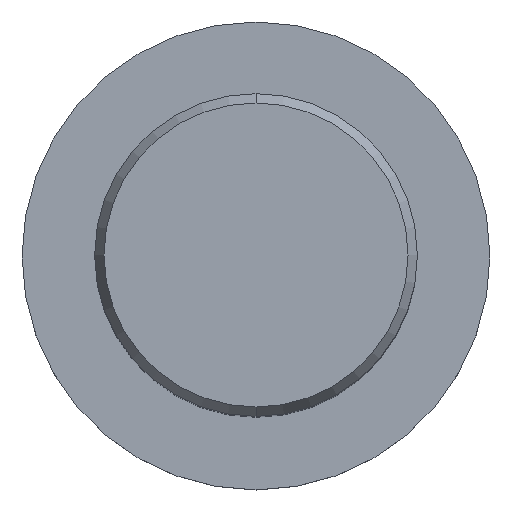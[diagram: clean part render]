
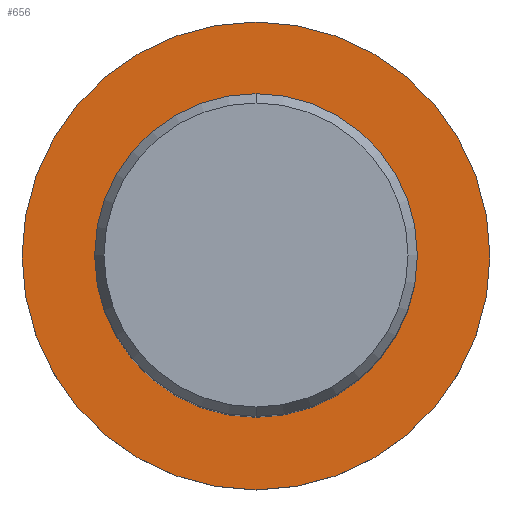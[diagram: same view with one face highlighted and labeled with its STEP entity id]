
A CAD part, top view. The second image highlights one B-rep face of the part: STEP entity #656.
In plain terms, the highlighted planar face has unit normal (0, 0, 1).
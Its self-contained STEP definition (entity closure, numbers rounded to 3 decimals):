
#254=VERTEX_POINT('',#711);
#276=VERTEX_POINT('',#733);
#338=EDGE_CURVE('',#254,#276,#800,.T.);
#392=VERTEX_POINT('',#857);
#444=EDGE_CURVE('',#392,#552,#913,.T.);
#480=EDGE_CURVE('',#276,#254,#953,.T.);
#546=EDGE_CURVE('',#552,#392,#1029,.T.);
#552=VERTEX_POINT('',#1035);
#656=ADVANCED_FACE('',(#1152,#1153),#1154,.T.);
#711=CARTESIAN_POINT('',(0.0,29.0,-68.0));
#733=CARTESIAN_POINT('',(0.,-29.0,-68.0));
#800=CIRCLE('',#1335,29.0);
#857=CARTESIAN_POINT('',(0.,-20.0,-68.0));
#913=CIRCLE('',#1600,20.0);
#953=CIRCLE('',#1659,29.0);
#1029=CIRCLE('',#1782,20.0);
#1035=CARTESIAN_POINT('',(0.0,20.0,-68.0));
#1152=FACE_BOUND('',#2056,.T.);
#1153=FACE_OUTER_BOUND('',#2057,.T.);
#1154=PLANE('',#2058);
#1335=AXIS2_PLACEMENT_3D('',#2191,#2192,#2193);
#1600=AXIS2_PLACEMENT_3D('',#2306,#2307,#2308);
#1659=AXIS2_PLACEMENT_3D('',#2347,#2348,#2349);
#1782=AXIS2_PLACEMENT_3D('',#2474,#2475,#2476);
#2056=EDGE_LOOP('',(#2640,#2641));
#2057=EDGE_LOOP('',(#2642,#2643));
#2058=AXIS2_PLACEMENT_3D('',#2644,#2645,#2646);
#2191=CARTESIAN_POINT('',(0.0,0.0,-68.0));
#2192=DIRECTION('',(0.0,0.0,-1.0));
#2193=DIRECTION('',(0.0,1.0,0.0));
#2306=CARTESIAN_POINT('',(0.0,0.0,-68.0));
#2307=DIRECTION('',(-0.0,0.0,-1.0));
#2308=DIRECTION('',(0.0,1.0,0.0));
#2347=CARTESIAN_POINT('',(0.0,0.0,-68.0));
#2348=DIRECTION('',(0.0,0.0,-1.0));
#2349=DIRECTION('',(0.0,1.0,0.0));
#2474=CARTESIAN_POINT('',(0.0,0.0,-68.0));
#2475=DIRECTION('',(-0.0,0.0,-1.0));
#2476=DIRECTION('',(0.0,1.0,0.0));
#2640=ORIENTED_EDGE('',*,*,#546,.T.);
#2641=ORIENTED_EDGE('',*,*,#444,.T.);
#2642=ORIENTED_EDGE('',*,*,#338,.F.);
#2643=ORIENTED_EDGE('',*,*,#480,.F.);
#2644=CARTESIAN_POINT('',(0.0,14.5,-68.0));
#2645=DIRECTION('',(-0.0,0.0,1.0));
#2646=DIRECTION('',(0.0,-1.0,0.0));
